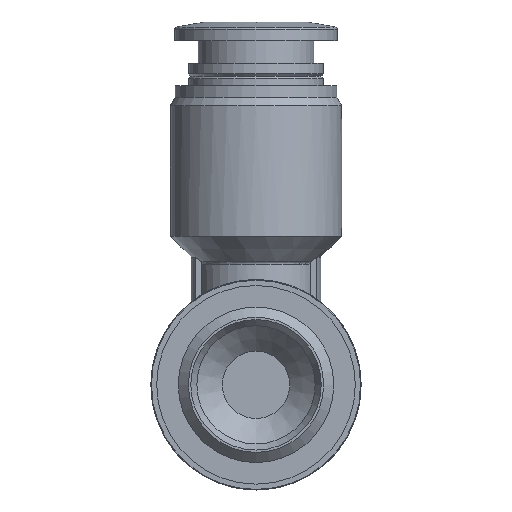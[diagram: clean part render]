
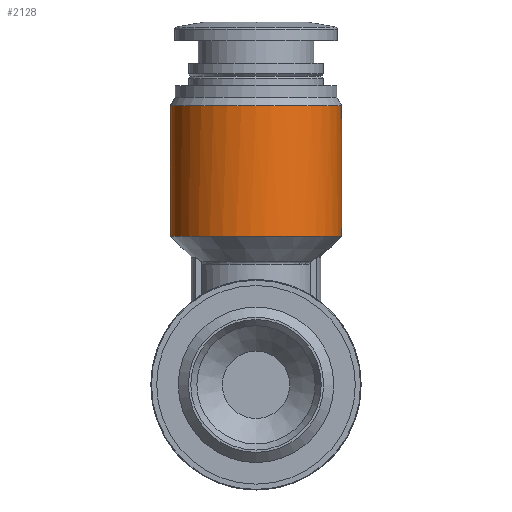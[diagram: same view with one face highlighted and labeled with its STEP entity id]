
A CAD part, front view. The second image highlights one B-rep face of the part: STEP entity #2128.
In plain terms, the highlighted cylindrical face has radius 7.25 mm (diameter 14.5 mm), a full revolution.
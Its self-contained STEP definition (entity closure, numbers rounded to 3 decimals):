
#535=ORIENTED_EDGE('',*,*,#610,.F.);
#536=ORIENTED_EDGE('',*,*,#756,.T.);
#610=EDGE_CURVE('',#792,#792,#914,.T.);
#756=EDGE_CURVE('',#892,#892,#990,.T.);
#792=VERTEX_POINT('',#2880);
#892=VERTEX_POINT('',#3325);
#914=CIRCLE('',#2168,7.25);
#990=CIRCLE('',#2323,7.25);
#1121=EDGE_LOOP('',(#535));
#1122=EDGE_LOOP('',(#536));
#1271=FACE_BOUND('',#1121,.T.);
#1272=FACE_BOUND('',#1122,.T.);
#1321=CYLINDRICAL_SURFACE('',#2324,7.25);
#2128=ADVANCED_FACE('',(#1271,#1272),#1321,.T.);
#2168=AXIS2_PLACEMENT_3D('',#2879,#2390,#2391);
#2323=AXIS2_PLACEMENT_3D('',#3324,#2730,#2731);
#2324=AXIS2_PLACEMENT_3D('',#3326,#2732,#2733);
#2390=DIRECTION('',(0.,0.,-1.));
#2391=DIRECTION('',(-1.,0.,0.));
#2730=DIRECTION('',(0.,0.,-1.));
#2731=DIRECTION('',(-1.,0.,0.));
#2732=DIRECTION('',(0.,0.,-1.));
#2733=DIRECTION('',(-1.,0.,0.));
#2879=CARTESIAN_POINT('',(0.,16.6,12.562));
#2880=CARTESIAN_POINT('',(-7.25,16.6,12.562));
#3324=CARTESIAN_POINT('',(0.,16.6,23.619));
#3325=CARTESIAN_POINT('',(-7.25,16.6,23.619));
#3326=CARTESIAN_POINT('',(0.,16.6,0.));
